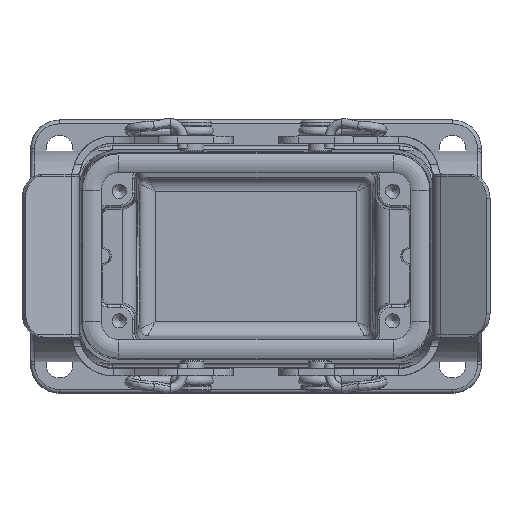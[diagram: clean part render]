
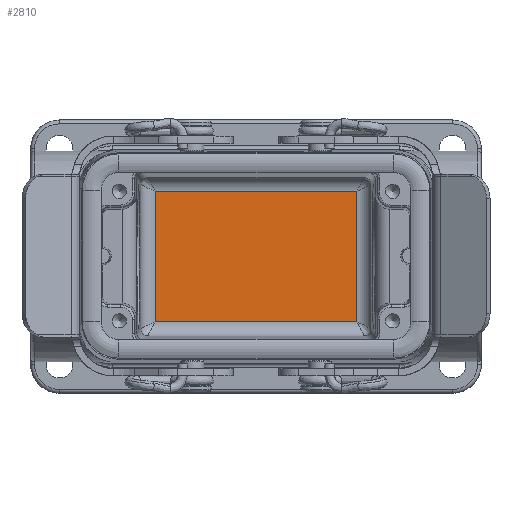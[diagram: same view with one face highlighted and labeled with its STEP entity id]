
A CAD part, top view. The second image highlights one B-rep face of the part: STEP entity #2810.
In plain terms, the highlighted planar face has unit normal (0, 0, 1).
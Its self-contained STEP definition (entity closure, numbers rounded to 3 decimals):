
#2357=FACE_OUTER_BOUND('',#3863,.T.);
#2810=ADVANCED_FACE('',(#2357),#3265,.F.);
#3265=PLANE('',#15461);
#3863=EDGE_LOOP('',(#5189,#5190,#5191,#5192));
#5189=ORIENTED_EDGE('',*,*,#8383,.T.);
#5190=ORIENTED_EDGE('',*,*,#8384,.T.);
#5191=ORIENTED_EDGE('',*,*,#8385,.T.);
#5192=ORIENTED_EDGE('',*,*,#8382,.T.);
#7358=VERTEX_POINT('',#22746);
#7362=VERTEX_POINT('',#22784);
#7366=VERTEX_POINT('',#22838);
#7367=VERTEX_POINT('',#22842);
#8382=EDGE_CURVE('',#7362,#7366,#12354,.T.);
#8383=EDGE_CURVE('',#7366,#7367,#12355,.T.);
#8384=EDGE_CURVE('',#7367,#7358,#12356,.T.);
#8385=EDGE_CURVE('',#7358,#7362,#12357,.T.);
#12354=LINE('',#22839,#13163);
#12355=LINE('',#22841,#13164);
#12356=LINE('',#22843,#13165);
#12357=LINE('',#22844,#13166);
#13163=VECTOR('',#17205,1.);
#13164=VECTOR('',#17208,1.);
#13165=VECTOR('',#17209,1.);
#13166=VECTOR('',#17210,1.);
#15461=AXIS2_PLACEMENT_3D('',#22845,#17211,#17212);
#17205=DIRECTION('',(0.,-1.,0.));
#17208=DIRECTION('',(1.,0.,0.));
#17209=DIRECTION('',(0.,1.,0.));
#17210=DIRECTION('',(-1.,0.,0.));
#17211=DIRECTION('',(0.,0.,-1.));
#17212=DIRECTION('',(-1.,0.,0.));
#22746=CARTESIAN_POINT('',(21.061,13.567,-65.25));
#22784=CARTESIAN_POINT('',(-21.061,13.567,-65.25));
#22838=CARTESIAN_POINT('',(-21.061,-13.567,-65.25));
#22839=CARTESIAN_POINT('',(-21.061,-15.,-65.25));
#22841=CARTESIAN_POINT('',(24.,-13.567,-65.25));
#22842=CARTESIAN_POINT('',(21.061,-13.567,-65.25));
#22843=CARTESIAN_POINT('',(21.061,15.,-65.25));
#22844=CARTESIAN_POINT('',(24.,13.567,-65.25));
#22845=CARTESIAN_POINT('',(24.,-17.75,-65.25));
